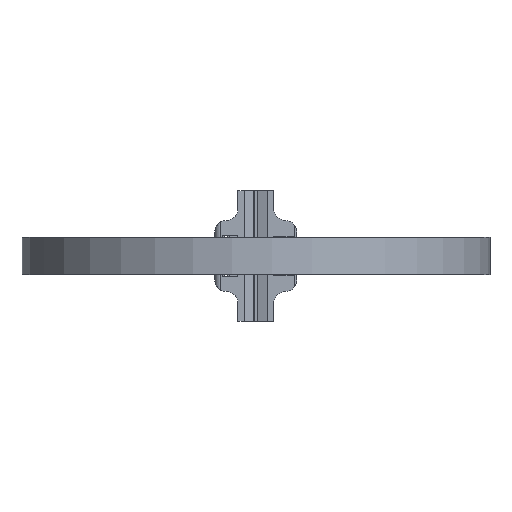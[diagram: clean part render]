
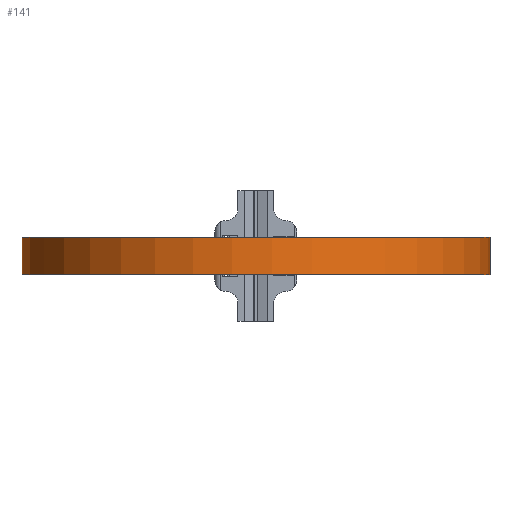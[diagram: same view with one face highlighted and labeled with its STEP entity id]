
A CAD part, front view. The second image highlights one B-rep face of the part: STEP entity #141.
In plain terms, the highlighted cylindrical face has radius 62.8 mm (diameter 125.6 mm), a partial arc.
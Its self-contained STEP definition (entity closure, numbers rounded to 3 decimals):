
#141 = ADVANCED_FACE( '', ( #340 ), #341, .T. );
#340 = FACE_OUTER_BOUND( '', #612, .T. );
#341 = CYLINDRICAL_SURFACE( '', #613, 62.8 );
#612 = EDGE_LOOP( '', ( #1276, #1277, #1278, #1279 ) );
#613 = AXIS2_PLACEMENT_3D( '', #1280, #1281, #1282 );
#1276 = ORIENTED_EDGE( '', *, *, #2068, .T. );
#1277 = ORIENTED_EDGE( '', *, *, #2069, .F. );
#1278 = ORIENTED_EDGE( '', *, *, #2070, .F. );
#1279 = ORIENTED_EDGE( '', *, *, #2071, .T. );
#1280 = CARTESIAN_POINT( '', ( 0., -62.65, 5. ) );
#1281 = DIRECTION( '', ( 0., 0., 1. ) );
#1282 = DIRECTION( '', ( -1., 0., 0. ) );
#2068 = EDGE_CURVE( '', #2590, #2591, #2592, .T. );
#2069 = EDGE_CURVE( '', #2593, #2591, #2594, .T. );
#2070 = EDGE_CURVE( '', #2595, #2593, #2596, .T. );
#2071 = EDGE_CURVE( '', #2595, #2590, #2597, .T. );
#2590 = VERTEX_POINT( '', #3455 );
#2591 = VERTEX_POINT( '', #3456 );
#2592 = CIRCLE( '', #3457, 62.8 );
#2593 = VERTEX_POINT( '', #3458 );
#2594 = LINE( '', #3459, #3460 );
#2595 = VERTEX_POINT( '', #3461 );
#2596 = CIRCLE( '', #3462, 62.8 );
#2597 = LINE( '', #3463, #3464 );
#3455 = CARTESIAN_POINT( '', ( -8.209, -0.389, -5. ) );
#3456 = CARTESIAN_POINT( '', ( 10.052, -0.66, -5. ) );
#3457 = AXIS2_PLACEMENT_3D( '', #4073, #4074, #4075 );
#3458 = CARTESIAN_POINT( '', ( 10.052, -0.66, 5. ) );
#3459 = CARTESIAN_POINT( '', ( 10.052, -0.66, 5. ) );
#3460 = VECTOR( '', #4076, 1000. );
#3461 = CARTESIAN_POINT( '', ( -8.209, -0.389, 5. ) );
#3462 = AXIS2_PLACEMENT_3D( '', #4077, #4078, #4079 );
#3463 = CARTESIAN_POINT( '', ( -8.209, -0.389, 5. ) );
#3464 = VECTOR( '', #4080, 1000. );
#4073 = CARTESIAN_POINT( '', ( 0., -62.65, -5. ) );
#4074 = DIRECTION( '', ( 0., 0., 1. ) );
#4075 = DIRECTION( '', ( 1., 0., 0. ) );
#4076 = DIRECTION( '', ( 0., 0., -1. ) );
#4077 = CARTESIAN_POINT( '', ( 0., -62.65, 5. ) );
#4078 = DIRECTION( '', ( 0., 0., 1. ) );
#4079 = DIRECTION( '', ( 1., 0., 0. ) );
#4080 = DIRECTION( '', ( 0., 0., -1. ) );
